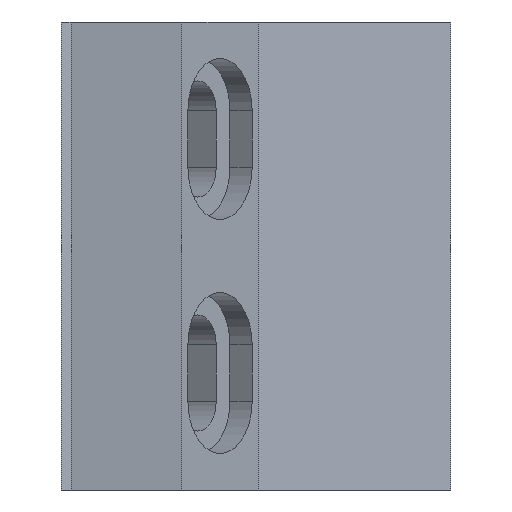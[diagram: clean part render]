
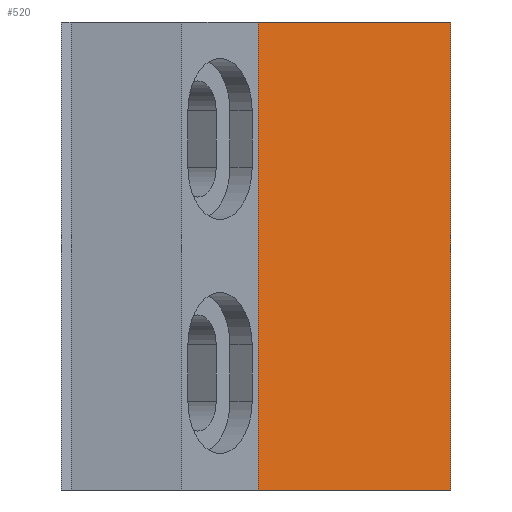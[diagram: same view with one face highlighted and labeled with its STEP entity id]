
A CAD part, left-side view. The second image highlights one B-rep face of the part: STEP entity #520.
In plain terms, the highlighted planar face has unit normal (-0.754, -0.657, 0).
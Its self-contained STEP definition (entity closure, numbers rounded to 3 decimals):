
#62=FACE_OUTER_BOUND('',#92,.T.);
#92=EDGE_LOOP('',(#423,#424,#425,#426));
#110=LINE('',#732,#166);
#138=LINE('',#815,#194);
#145=LINE('',#828,#201);
#150=LINE('',#837,#206);
#166=VECTOR('',#584,1000.);
#194=VECTOR('',#660,1000.);
#201=VECTOR('',#669,1000.);
#206=VECTOR('',#682,1000.);
#220=VERTEX_POINT('',#726);
#222=VERTEX_POINT('',#730);
#253=VERTEX_POINT('',#813);
#258=VERTEX_POINT('',#827);
#270=EDGE_CURVE('',#220,#222,#110,.T.);
#310=EDGE_CURVE('',#253,#222,#138,.T.);
#317=EDGE_CURVE('',#258,#220,#145,.T.);
#322=EDGE_CURVE('',#258,#253,#150,.T.);
#423=ORIENTED_EDGE('',*,*,#317,.T.);
#424=ORIENTED_EDGE('',*,*,#270,.T.);
#425=ORIENTED_EDGE('',*,*,#310,.F.);
#426=ORIENTED_EDGE('',*,*,#322,.F.);
#496=PLANE('',#562);
#520=ADVANCED_FACE('',(#62),#496,.T.);
#562=AXIS2_PLACEMENT_3D('',#836,#680,#681);
#584=DIRECTION('',(0.,0.,1.));
#660=DIRECTION('',(0.657,-0.754,0.));
#669=DIRECTION('',(0.657,-0.754,0.));
#680=DIRECTION('center_axis',(-0.754,-0.657,0.));
#681=DIRECTION('ref_axis',(-0.657,0.754,0.));
#682=DIRECTION('',(0.,0.,1.));
#726=CARTESIAN_POINT('',(189.794,696.04,-166.523));
#730=CARTESIAN_POINT('',(189.794,696.04,-141.523));
#732=CARTESIAN_POINT('',(189.794,696.04,-141.523));
#813=CARTESIAN_POINT('',(180.838,706.325,-141.523));
#815=CARTESIAN_POINT('',(180.838,706.325,-141.523));
#827=CARTESIAN_POINT('',(180.838,706.325,-166.523));
#828=CARTESIAN_POINT('',(180.838,706.325,-166.523));
#836=CARTESIAN_POINT('Origin',(180.838,706.325,-166.523));
#837=CARTESIAN_POINT('',(180.838,706.325,-166.523));
